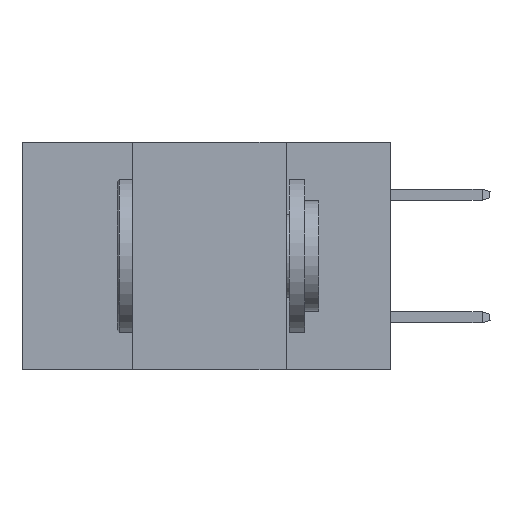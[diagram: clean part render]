
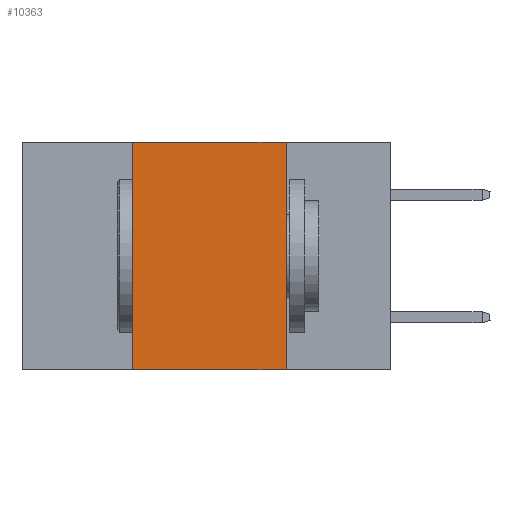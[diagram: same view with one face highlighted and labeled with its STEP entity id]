
A CAD part, left-side view. The second image highlights one B-rep face of the part: STEP entity #10363.
In plain terms, the highlighted planar face has unit normal (-1, 0, 0).
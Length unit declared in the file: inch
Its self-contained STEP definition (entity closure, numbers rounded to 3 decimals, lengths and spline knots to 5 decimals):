
#391 = EDGE_LOOP ( 'NONE', ( #1416, #8043, #2260, #9830 ) ) ;
#440 = LINE ( 'NONE', #11370, #11927 ) ;
#1081 = DIRECTION ( 'NONE',  ( 0., 0., -1. ) ) ;
#1416 = ORIENTED_EDGE ( 'NONE', *, *, #16187, .F. ) ;
#2260 = ORIENTED_EDGE ( 'NONE', *, *, #10806, .F. ) ;
#2524 = LINE ( 'NONE', #5718, #5573 ) ;
#2581 = CARTESIAN_POINT ( 'NONE',  ( 0., 0.17, 0. ) ) ;
#2682 = CARTESIAN_POINT ( 'NONE',  ( 0., 0.17, 0. ) ) ;
#3292 = CARTESIAN_POINT ( 'NONE',  ( 0., 0.42, 0. ) ) ;
#3305 = DIRECTION ( 'NONE',  ( 0., 0., -1. ) ) ;
#4728 = VECTOR ( 'NONE', #1081, 39.37008 ) ;
#5573 = VECTOR ( 'NONE', #7189, 39.37008 ) ;
#5718 = CARTESIAN_POINT ( 'NONE',  ( 0., 0.42, 0. ) ) ;
#6237 = CARTESIAN_POINT ( 'NONE',  ( 0., 0.6, 0. ) ) ;
#6484 = VERTEX_POINT ( 'NONE', #17715 ) ;
#7189 = DIRECTION ( 'NONE',  ( 0., 0., 1. ) ) ;
#8043 = ORIENTED_EDGE ( 'NONE', *, *, #13476, .F. ) ;
#9183 = PLANE ( 'NONE',  #12800 ) ;
#9830 = ORIENTED_EDGE ( 'NONE', *, *, #11333, .T. ) ;
#10363 = ADVANCED_FACE ( 'NONE', ( #12513 ), #9183, .F. ) ;
#10806 = EDGE_CURVE ( 'NONE', #6484, #15018, #2524, .T. ) ;
#11333 = EDGE_CURVE ( 'NONE', #6484, #12150, #13359, .T. ) ;
#11370 = CARTESIAN_POINT ( 'NONE',  ( 0., 0.6, 0. ) ) ;
#11380 = VERTEX_POINT ( 'NONE', #2682 ) ;
#11432 = DIRECTION ( 'NONE',  ( 0., -1., 0. ) ) ;
#11927 = VECTOR ( 'NONE', #11432, 39.37008 ) ;
#12150 = VERTEX_POINT ( 'NONE', #16002 ) ;
#12212 = DIRECTION ( 'NONE',  ( 1., 0., 0. ) ) ;
#12513 = FACE_OUTER_BOUND ( 'NONE', #391, .T. ) ;
#12800 = AXIS2_PLACEMENT_3D ( 'NONE', #6237, #12212, #3305 ) ;
#12919 = VECTOR ( 'NONE', #18532, 39.37008 ) ;
#13359 = LINE ( 'NONE', #17166, #12919 ) ;
#13476 = EDGE_CURVE ( 'NONE', #15018, #11380, #440, .T. ) ;
#15018 = VERTEX_POINT ( 'NONE', #3292 ) ;
#16002 = CARTESIAN_POINT ( 'NONE',  ( 0., 0.17, -0.37 ) ) ;
#16187 = EDGE_CURVE ( 'NONE', #11380, #12150, #16315, .T. ) ;
#16315 = LINE ( 'NONE', #2581, #4728 ) ;
#17166 = CARTESIAN_POINT ( 'NONE',  ( 0., 0.6, -0.37 ) ) ;
#17715 = CARTESIAN_POINT ( 'NONE',  ( 0., 0.42, -0.37 ) ) ;
#18532 = DIRECTION ( 'NONE',  ( 0., -1., 0. ) ) ;
